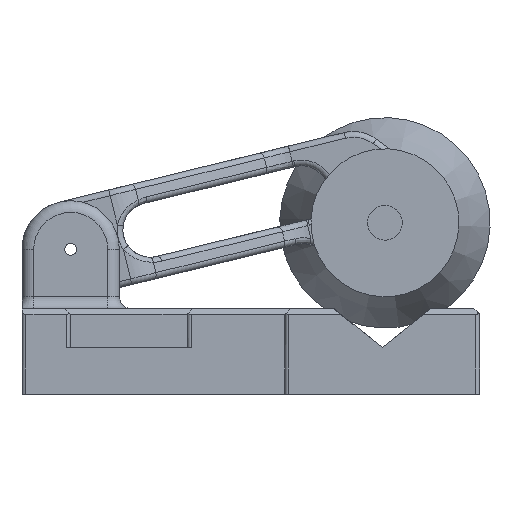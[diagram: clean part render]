
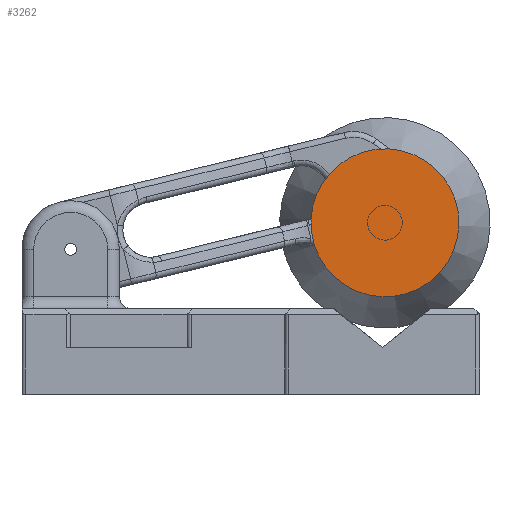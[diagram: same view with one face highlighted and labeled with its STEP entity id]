
A CAD part, front view. The second image highlights one B-rep face of the part: STEP entity #3262.
In plain terms, the highlighted planar face has unit normal (0, -1, 0).
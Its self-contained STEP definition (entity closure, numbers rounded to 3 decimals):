
#799=FACE_OUTER_BOUND('',#994,.T.);
#994=EDGE_LOOP('',(#2173,#2174));
#1205=CIRCLE('',#3509,19.);
#1206=CIRCLE('',#3510,19.);
#1352=VERTEX_POINT('',#4899);
#1353=VERTEX_POINT('',#4900);
#1672=EDGE_CURVE('',#1352,#1353,#1205,.T.);
#1673=EDGE_CURVE('',#1353,#1352,#1206,.T.);
#2173=ORIENTED_EDGE('',*,*,#1672,.F.);
#2174=ORIENTED_EDGE('',*,*,#1673,.F.);
#3175=PLANE('',#3508);
#3262=ADVANCED_FACE('',(#799),#3175,.T.);
#3508=AXIS2_PLACEMENT_3D('',#4898,#3882,#3883);
#3509=AXIS2_PLACEMENT_3D('',#4901,#3884,#3885);
#3510=AXIS2_PLACEMENT_3D('',#4902,#3886,#3887);
#3882=DIRECTION('center_axis',(0.,-1.,0.));
#3883=DIRECTION('ref_axis',(0.,0.,-1.));
#3884=DIRECTION('center_axis',(0.,1.,0.));
#3885=DIRECTION('ref_axis',(1.,0.,0.));
#3886=DIRECTION('center_axis',(0.,1.,0.));
#3887=DIRECTION('ref_axis',(1.,0.,0.));
#4898=CARTESIAN_POINT('Origin',(0.,0.,19.));
#4899=CARTESIAN_POINT('',(0.,0.,19.));
#4900=CARTESIAN_POINT('',(0.,0.,-19.));
#4901=CARTESIAN_POINT('Origin',(0.,0.,0.));
#4902=CARTESIAN_POINT('Origin',(0.,0.,0.));
